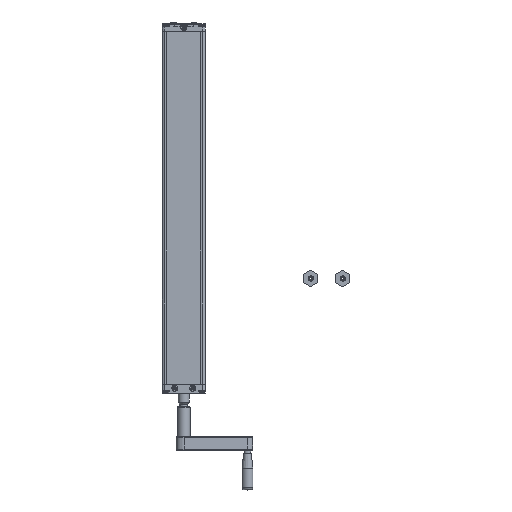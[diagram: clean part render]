
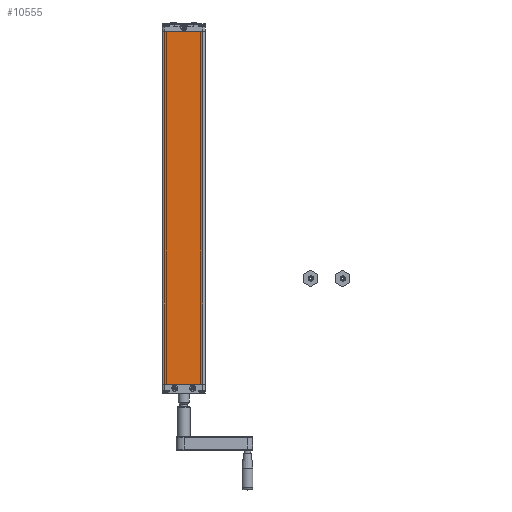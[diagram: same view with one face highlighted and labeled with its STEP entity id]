
A CAD part, top view. The second image highlights one B-rep face of the part: STEP entity #10555.
In plain terms, the highlighted planar face has unit normal (0, 0, 1).
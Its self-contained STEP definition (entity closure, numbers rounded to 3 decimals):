
#1878=FACE_OUTER_BOUND('',#2503,.T.);
#2503=EDGE_LOOP('',(#7299,#7300,#7301,#7302));
#3255=LINE('',#16593,#4011);
#3256=LINE('',#16595,#4012);
#3257=LINE('',#16597,#4013);
#3258=LINE('',#16598,#4014);
#4011=VECTOR('',#13087,691.5);
#4012=VECTOR('',#13088,75.);
#4013=VECTOR('',#13089,691.5);
#4014=VECTOR('',#13090,75.);
#4772=VERTEX_POINT('',#16591);
#4773=VERTEX_POINT('',#16592);
#4774=VERTEX_POINT('',#16594);
#4775=VERTEX_POINT('',#16596);
#5754=EDGE_CURVE('',#4772,#4773,#3255,.F.);
#5755=EDGE_CURVE('',#4774,#4772,#3256,.T.);
#5756=EDGE_CURVE('',#4775,#4774,#3257,.T.);
#5757=EDGE_CURVE('',#4773,#4775,#3258,.F.);
#7299=ORIENTED_EDGE('',*,*,#5754,.F.);
#7300=ORIENTED_EDGE('',*,*,#5755,.F.);
#7301=ORIENTED_EDGE('',*,*,#5756,.F.);
#7302=ORIENTED_EDGE('',*,*,#5757,.F.);
#10317=PLANE('',#11630);
#10555=ADVANCED_FACE('',(#1878),#10317,.T.);
#11630=AXIS2_PLACEMENT_3D('',#16590,#13085,#13086);
#13085=DIRECTION('center_axis',(0.,0.,1.));
#13086=DIRECTION('ref_axis',(1.,0.,0.));
#13087=DIRECTION('',(0.,-1.,0.));
#13088=DIRECTION('',(-1.,0.,0.));
#13089=DIRECTION('',(0.,-1.,0.));
#13090=DIRECTION('',(-1.,0.,0.));
#16590=CARTESIAN_POINT('Origin',(42.5,692.5,17.5));
#16591=CARTESIAN_POINT('',(-37.5,0.5,17.5));
#16592=CARTESIAN_POINT('',(-37.5,692.,17.5));
#16593=CARTESIAN_POINT('',(-37.5,692.,17.5));
#16594=CARTESIAN_POINT('',(37.5,0.5,17.5));
#16595=CARTESIAN_POINT('',(37.5,0.5,17.5));
#16596=CARTESIAN_POINT('',(37.5,692.,17.5));
#16597=CARTESIAN_POINT('',(37.5,692.,17.5));
#16598=CARTESIAN_POINT('',(37.5,692.,17.5));
